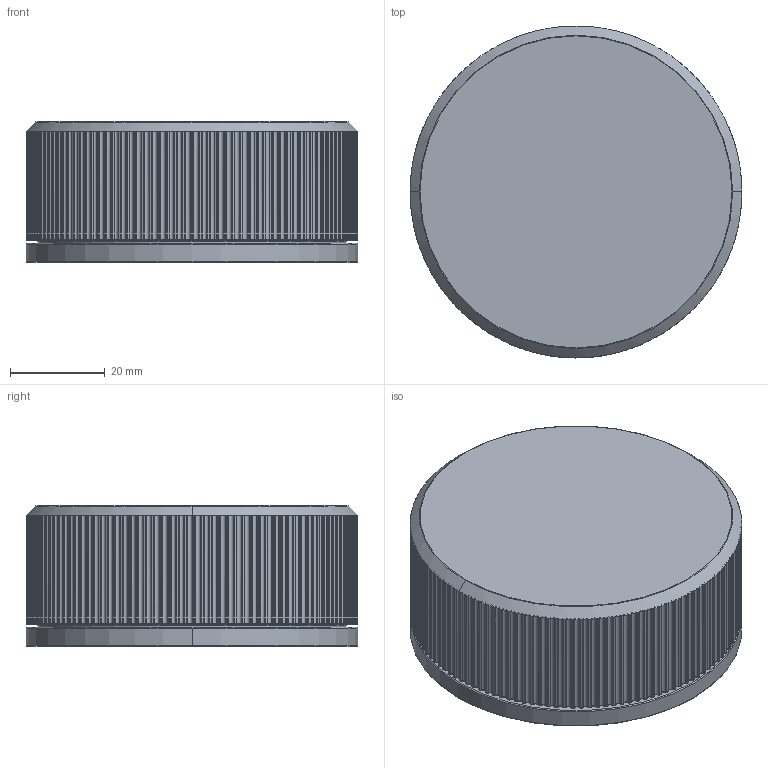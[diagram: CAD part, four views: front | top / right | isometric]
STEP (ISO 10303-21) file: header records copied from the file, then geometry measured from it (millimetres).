
FILE_DESCRIPTION (( 'STEP AP214' ), '1' );
FILE_NAME ('YRR.0002.STEP', '2023-01-06T17:03:38', ( 'Solid' ), ( '' ), 'SwSTEP 2.0', 'SolidWorks 2019', '' );
FILE_SCHEMA (( 'AUTOMOTIVE_DESIGN' ));
Length unit declared in the file: millimetre
Products named in the file (1): YRR.0002
Bounding box: 70 x 70 x 29.65 mm (x, y, z)
Volume: 83744 mm3; surface area: 21938.7 mm2
Topology: 1 solids, 1 shells, 1254 faces, 2877 edges, 1532 vertices
Faces by surface type: cylinder 435, sphere 300, bspline 250, torus 133, plane 132, cone 4
Entity records: 38722 total; most frequent: CARTESIAN_POINT 12495, DIRECTION 6058, ORIENTED_EDGE 5362, AXIS2_PLACEMENT_3D 2747, EDGE_CURVE 2681, CIRCLE 1742, VERTEX_POINT 1434, EDGE_LOOP 1259
